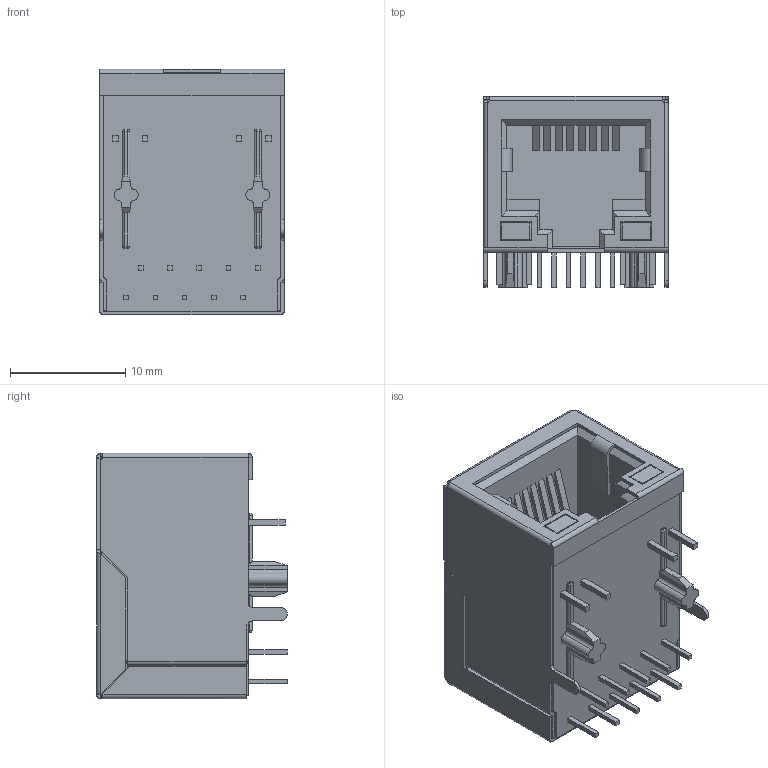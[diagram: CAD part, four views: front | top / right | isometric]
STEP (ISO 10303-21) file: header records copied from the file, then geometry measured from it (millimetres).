
FILE_DESCRIPTION (( 'STEP AP214' ), '1' );
FILE_NAME ('HR911130A.STEP', '2022-04-21T18:49:50', ( '' ), ( '' ), 'SwSTEP 2.0', 'SolidWorks 2017', '' );
FILE_SCHEMA (( 'AUTOMOTIVE_DESIGN' ));
Length unit declared in the file: millimetre
Products named in the file (1): HR911130A
Bounding box: 16.04 x 16.55 x 21.3 mm (x, y, z)
Volume: 3460.2 mm3; surface area: 4861.1 mm2
Topology: 26 solids, 26 shells, 462 faces, 1098 edges, 680 vertices
Faces by surface type: plane 344, cylinder 98, bspline 12, sphere 8
Entity records: 13379 total; most frequent: CARTESIAN_POINT 2569, ORIENTED_EDGE 2180, DIRECTION 2086, EDGE_CURVE 1090, LINE 868, VECTOR 868, VERTEX_POINT 680, AXIS2_PLACEMENT_3D 609
